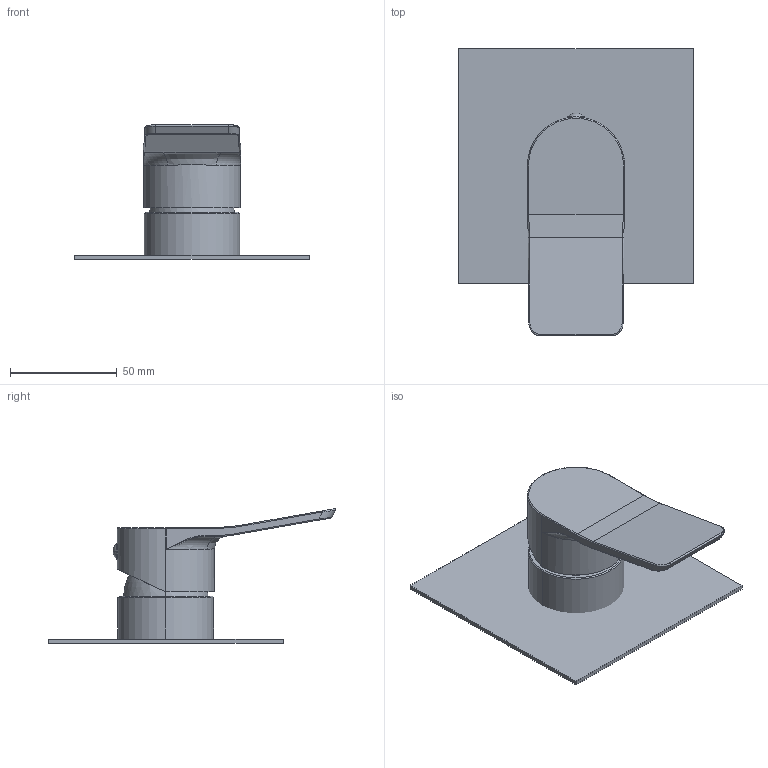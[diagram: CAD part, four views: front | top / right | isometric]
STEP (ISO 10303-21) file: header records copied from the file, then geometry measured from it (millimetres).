
FILE_DESCRIPTION((''),'2;1');
FILE_NAME('TI010CR-M','2021-11-08T17:20:08',('ut3'),('PAFFONI SpA'),'CREO PARAMETRIC BY PTC INC, 2020044','CREO PARAMETRIC BY PTC INC, 2020044','');
FILE_SCHEMA(('CONFIG_CONTROL_DESIGN','SHAPE_APPEARANCE_LAYERS_GROUPS'));
Length unit declared in the file: millimetre
Products named in the file (1): TI010CR-M
Bounding box: 110 x 134.58 x 63.05 mm (x, y, z)
Surface area: 45805.3 mm2 (no closed solid volume)
Topology: 0 solids, 5 shells, 60 faces, 137 edges, 81 vertices
Faces by surface type: cylinder 20, plane 18, bspline 13, cone 4, torus 3, sphere 2
Entity records: 2913 total; most frequent: CARTESIAN_POINT 1173, ORIENTED_EDGE 260, DIRECTION 257, EDGE_CURVE 135, AXIS2_PLACEMENT_3D 101, VERTEX_POINT 81, EDGE_LOOP 60, FACE_OUTER_BOUND 60
